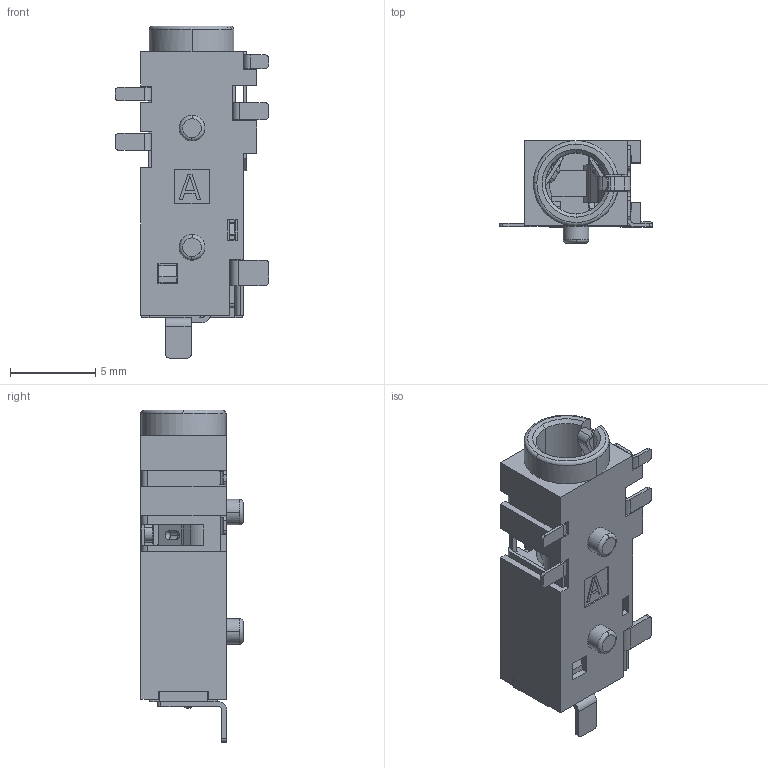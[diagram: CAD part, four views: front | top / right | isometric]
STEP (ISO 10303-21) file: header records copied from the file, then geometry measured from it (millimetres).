
FILE_DESCRIPTION (( 'STEP AP214' ), '1' );
FILE_NAME ('CUI_DEVICES_SJ-43516-SMT-TR-BE.step', '2023-05-03T20:25:34', ( '' ), ( '' ), 'SwSTEP 2.0', 'SolidWorks 2023', '' );
FILE_SCHEMA (( 'AUTOMOTIVE_DESIGN' ));
Length unit declared in the file: millimetre
Products named in the file (1): CUI_DEVICES_SJ-43516-SMT-TR-BE
Bounding box: 9 x 6 x 19.5 mm (x, y, z)
Volume: 308.4 mm3; surface area: 1141.6 mm2
Topology: 2 solids, 2 shells, 604 faces, 1827 edges, 1201 vertices
Faces by surface type: plane 417, cylinder 167, bspline 11, torus 6, cone 3
Entity records: 21112 total; most frequent: CARTESIAN_POINT 4499, ORIENTED_EDGE 3628, DIRECTION 3321, EDGE_CURVE 1814, LINE 1355, VECTOR 1355, VERTEX_POINT 1201, AXIS2_PLACEMENT_3D 983
